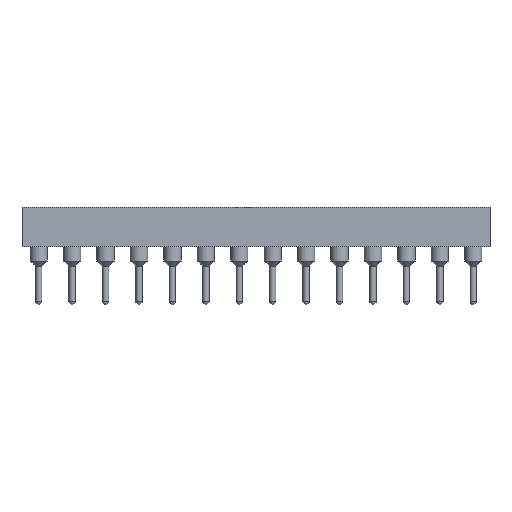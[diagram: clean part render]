
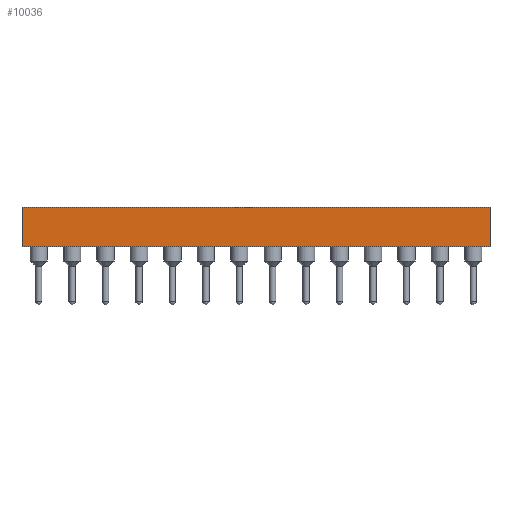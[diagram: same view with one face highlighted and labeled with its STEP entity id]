
A CAD part, front view. The second image highlights one B-rep face of the part: STEP entity #10036.
In plain terms, the highlighted planar face has unit normal (0, -1, 0).
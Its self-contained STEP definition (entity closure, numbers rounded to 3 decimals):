
#10036=ADVANCED_FACE('',(#18831),#18833,.T.);
#18831=FACE_BOUND('',#18832,.T.);
#18832=EDGE_LOOP('',(#23631,#23632,#23633,#23634));
#18833=PLANE('',#18834);
#18834=AXIS2_PLACEMENT_3D('',#18835,#18836,#18837);
#18835=CARTESIAN_POINT('',(1.27,-1.27,1.5));
#18836=DIRECTION('',(0.,-1.,0.));
#18837=DIRECTION('',(0.,0.,1.));
#23631=ORIENTED_EDGE('',*,*,#25829,.F.);
#23632=ORIENTED_EDGE('',*,*,#25777,.F.);
#23633=ORIENTED_EDGE('',*,*,#25823,.T.);
#23634=ORIENTED_EDGE('',*,*,#25844,.T.);
#25777=EDGE_CURVE('',#29124,#29126,#29127,.T.);
#25823=EDGE_CURVE('',#29124,#29215,#29217,.T.);
#25829=EDGE_CURVE('',#29126,#29219,#29227,.T.);
#25844=EDGE_CURVE('',#29215,#29219,#29246,.T.);
#29124=VERTEX_POINT('',#41544);
#29126=VERTEX_POINT('',#41548);
#29127=LINE('',#41549,#41550);
#29215=VERTEX_POINT('',#41756);
#29217=LINE('',#41760,#41761);
#29219=VERTEX_POINT('',#41766);
#29227=LINE('',#41782,#41783);
#29246=LINE('',#41832,#41833);
#41544=CARTESIAN_POINT('',(34.29,-1.27,1.5));
#41548=CARTESIAN_POINT('',(-1.27,-1.27,1.5));
#41549=CARTESIAN_POINT('',(34.29,-1.27,1.5));
#41550=VECTOR('',#41551,1.);
#41551=DIRECTION('',(-1.,0.,0.));
#41756=CARTESIAN_POINT('',(34.29,-1.27,4.5));
#41760=CARTESIAN_POINT('',(34.29,-1.27,1.5));
#41761=VECTOR('',#41762,1.);
#41762=DIRECTION('',(0.,0.,1.));
#41766=CARTESIAN_POINT('',(-1.27,-1.27,4.5));
#41782=CARTESIAN_POINT('',(-1.27,-1.27,1.5));
#41783=VECTOR('',#41784,1.);
#41784=DIRECTION('',(0.,0.,1.));
#41832=CARTESIAN_POINT('',(34.29,-1.27,4.5));
#41833=VECTOR('',#41834,1.);
#41834=DIRECTION('',(-1.,0.,0.));
